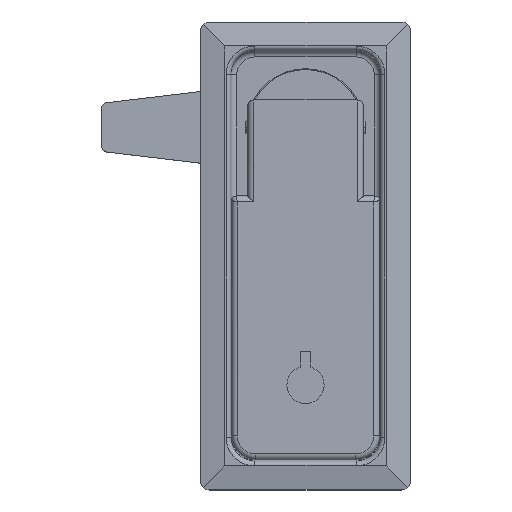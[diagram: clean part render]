
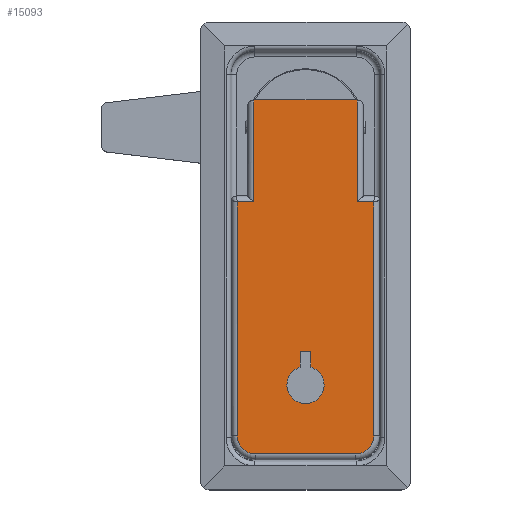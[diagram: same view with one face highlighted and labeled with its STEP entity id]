
A CAD part, top view. The second image highlights one B-rep face of the part: STEP entity #15093.
In plain terms, the highlighted planar face has unit normal (0, 0, 1).
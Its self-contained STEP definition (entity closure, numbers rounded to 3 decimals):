
#475 = CARTESIAN_POINT ( 'NONE',  ( -8.65, 4.5, 7.15 ) ) ;
#595 = CARTESIAN_POINT ( 'NONE',  ( 8.35, -51.5, 7.15 ) ) ;
#814 = CARTESIAN_POINT ( 'NONE',  ( 3.1, -43., 7.15 ) ) ;
#821 = VERTEX_POINT ( 'NONE', #11774 ) ;
#867 = CIRCLE ( 'NONE', #7107, 3. ) ;
#1191 = VERTEX_POINT ( 'NONE', #8721 ) ;
#1362 = CARTESIAN_POINT ( 'NONE',  ( -3.1, -43., 7.15 ) ) ;
#1805 = DIRECTION ( 'NONE',  ( 0., 0., 1. ) ) ;
#1826 = DIRECTION ( 'NONE',  ( 0., 0., 1. ) ) ;
#1906 = CARTESIAN_POINT ( 'NONE',  ( 0., 0., 7.15 ) ) ;
#1943 = DIRECTION ( 'NONE',  ( 0., -1., 0. ) ) ;
#2053 = VERTEX_POINT ( 'NONE', #1362 ) ;
#2140 = VERTEX_POINT ( 'NONE', #12094 ) ;
#2329 = ORIENTED_EDGE ( 'NONE', *, *, #3611, .T. ) ;
#2379 = CARTESIAN_POINT ( 'NONE',  ( -0.9, -37.4, 7.15 ) ) ;
#2463 = EDGE_CURVE ( 'NONE', #12172, #821, #14834, .T. ) ;
#2511 = VECTOR ( 'NONE', #2851, 1000. ) ;
#2645 = ORIENTED_EDGE ( 'NONE', *, *, #13680, .F. ) ;
#2851 = DIRECTION ( 'NONE',  ( 0., 1., 0. ) ) ;
#3011 = FACE_BOUND ( 'NONE', #15329, .T. ) ;
#3151 = VERTEX_POINT ( 'NONE', #13140 ) ;
#3209 = EDGE_CURVE ( 'NONE', #18252, #17500, #9703, .T. ) ;
#3611 = EDGE_CURVE ( 'NONE', #2140, #18252, #867, .T. ) ;
#3837 = CARTESIAN_POINT ( 'NONE',  ( 0., -43., 7.15 ) ) ;
#3930 = PLANE ( 'NONE',  #7623 ) ;
#3965 = CARTESIAN_POINT ( 'NONE',  ( -11.35, -51.5, 7.15 ) ) ;
#4184 = EDGE_CURVE ( 'NONE', #19668, #9106, #13941, .T. ) ;
#4329 = DIRECTION ( 'NONE',  ( 0., 1., 0. ) ) ;
#4861 = EDGE_CURVE ( 'NONE', #2053, #15041, #15602, .T. ) ;
#4891 = CARTESIAN_POINT ( 'NONE',  ( 0.9, -37.4, 7.15 ) ) ;
#4910 = VECTOR ( 'NONE', #10802, 1000. ) ;
#4915 = CARTESIAN_POINT ( 'NONE',  ( -8.35, -54.5, 7.15 ) ) ;
#5627 = DIRECTION ( 'NONE',  ( 1., 0., 0. ) ) ;
#5732 = VERTEX_POINT ( 'NONE', #14655 ) ;
#5771 = CARTESIAN_POINT ( 'NONE',  ( 8.35, -54.5, 7.15 ) ) ;
#5966 = VECTOR ( 'NONE', #9920, 1000. ) ;
#5995 = LINE ( 'NONE', #3965, #16287 ) ;
#6090 = FACE_OUTER_BOUND ( 'NONE', #6955, .T. ) ;
#6366 = DIRECTION ( 'NONE',  ( 0., -1., 0. ) ) ;
#6381 = CARTESIAN_POINT ( 'NONE',  ( 11.35, -12., 7.15 ) ) ;
#6431 = EDGE_CURVE ( 'NONE', #18893, #1191, #16496, .T. ) ;
#6849 = VECTOR ( 'NONE', #5627, 1000. ) ;
#6874 = CIRCLE ( 'NONE', #18610, 3.1 ) ;
#6927 = LINE ( 'NONE', #4891, #2511 ) ;
#6944 = DIRECTION ( 'NONE',  ( -1., 0., 0. ) ) ;
#6955 = EDGE_LOOP ( 'NONE', ( #18640, #8501, #16255, #7392, #9234, #7781, #2329, #18782, #14571, #13796 ) ) ;
#7107 = AXIS2_PLACEMENT_3D ( 'NONE', #19107, #8963, #6944 ) ;
#7214 = EDGE_CURVE ( 'NONE', #3151, #2053, #6874, .T. ) ;
#7392 = ORIENTED_EDGE ( 'NONE', *, *, #18975, .T. ) ;
#7623 = AXIS2_PLACEMENT_3D ( 'NONE', #1906, #19660, #17640 ) ;
#7654 = CARTESIAN_POINT ( 'NONE',  ( 8.35, -54.5, 7.15 ) ) ;
#7667 = CARTESIAN_POINT ( 'NONE',  ( 0.9, -40.034, 7.15 ) ) ;
#7781 = ORIENTED_EDGE ( 'NONE', *, *, #14034, .T. ) ;
#7994 = CARTESIAN_POINT ( 'NONE',  ( -11.35, -12.5, 7.15 ) ) ;
#8369 = ORIENTED_EDGE ( 'NONE', *, *, #16276, .F. ) ;
#8406 = CARTESIAN_POINT ( 'NONE',  ( -8.65, 0., 7.15 ) ) ;
#8448 = VERTEX_POINT ( 'NONE', #2379 ) ;
#8501 = ORIENTED_EDGE ( 'NONE', *, *, #2463, .T. ) ;
#8721 = CARTESIAN_POINT ( 'NONE',  ( 11.35, -12.5, 7.15 ) ) ;
#8879 = VECTOR ( 'NONE', #15094, 1000. ) ;
#8885 = VECTOR ( 'NONE', #12568, 1000. ) ;
#8963 = DIRECTION ( 'NONE',  ( 0., 0., 1. ) ) ;
#9106 = VERTEX_POINT ( 'NONE', #7994 ) ;
#9234 = ORIENTED_EDGE ( 'NONE', *, *, #4184, .T. ) ;
#9703 = LINE ( 'NONE', #7654, #6849 ) ;
#9920 = DIRECTION ( 'NONE',  ( -1., 0., 0. ) ) ;
#9945 = DIRECTION ( 'NONE',  ( 1., 0., 0. ) ) ;
#9960 = CARTESIAN_POINT ( 'NONE',  ( 0., -43., 7.15 ) ) ;
#10372 = DIRECTION ( 'NONE',  ( -1., 0., 0. ) ) ;
#10418 = LINE ( 'NONE', #8406, #11278 ) ;
#10444 = EDGE_CURVE ( 'NONE', #1191, #12172, #19426, .T. ) ;
#10799 = CARTESIAN_POINT ( 'NONE',  ( 8.65, -12.5, 7.15 ) ) ;
#10802 = DIRECTION ( 'NONE',  ( 0., 1., 0. ) ) ;
#10829 = EDGE_CURVE ( 'NONE', #821, #14119, #19171, .T. ) ;
#11033 = LINE ( 'NONE', #14593, #8885 ) ;
#11278 = VECTOR ( 'NONE', #6366, 1000. ) ;
#11469 = CARTESIAN_POINT ( 'NONE',  ( -8.65, -12.5, 7.15 ) ) ;
#11774 = CARTESIAN_POINT ( 'NONE',  ( 8.65, 4.5, 7.15 ) ) ;
#11908 = CARTESIAN_POINT ( 'NONE',  ( 0., -12.5, 7.15 ) ) ;
#11935 = DIRECTION ( 'NONE',  ( 0., 0., 1. ) ) ;
#11956 = VERTEX_POINT ( 'NONE', #7667 ) ;
#12048 = CIRCLE ( 'NONE', #18427, 3.1 ) ;
#12094 = CARTESIAN_POINT ( 'NONE',  ( -11.35, -51.5, 7.15 ) ) ;
#12095 = ORIENTED_EDGE ( 'NONE', *, *, #15040, .F. ) ;
#12172 = VERTEX_POINT ( 'NONE', #10799 ) ;
#12271 = ORIENTED_EDGE ( 'NONE', *, *, #18212, .F. ) ;
#12329 = AXIS2_PLACEMENT_3D ( 'NONE', #595, #18378, #16351 ) ;
#12381 = CARTESIAN_POINT ( 'NONE',  ( -0.9, -37.4, 7.15 ) ) ;
#12568 = DIRECTION ( 'NONE',  ( 0., -1., 0. ) ) ;
#12819 = CARTESIAN_POINT ( 'NONE',  ( 8.65, 0., 7.15 ) ) ;
#12938 = CIRCLE ( 'NONE', #12329, 3. ) ;
#13140 = CARTESIAN_POINT ( 'NONE',  ( -0.9, -40.034, 7.15 ) ) ;
#13282 = VECTOR ( 'NONE', #10372, 1000. ) ;
#13584 = ORIENTED_EDGE ( 'NONE', *, *, #4861, .F. ) ;
#13680 = EDGE_CURVE ( 'NONE', #8448, #3151, #11033, .T. ) ;
#13796 = ORIENTED_EDGE ( 'NONE', *, *, #6431, .T. ) ;
#13941 = LINE ( 'NONE', #11908, #5966 ) ;
#14034 = EDGE_CURVE ( 'NONE', #9106, #2140, #5995, .T. ) ;
#14119 = VERTEX_POINT ( 'NONE', #475 ) ;
#14240 = EDGE_CURVE ( 'NONE', #17500, #18893, #12938, .T. ) ;
#14421 = LINE ( 'NONE', #12381, #13282 ) ;
#14571 = ORIENTED_EDGE ( 'NONE', *, *, #14240, .T. ) ;
#14593 = CARTESIAN_POINT ( 'NONE',  ( -0.9, -37.4, 7.15 ) ) ;
#14655 = CARTESIAN_POINT ( 'NONE',  ( 0.9, -37.4, 7.15 ) ) ;
#14834 = LINE ( 'NONE', #12819, #4910 ) ;
#15040 = EDGE_CURVE ( 'NONE', #11956, #5732, #6927, .T. ) ;
#15041 = VERTEX_POINT ( 'NONE', #814 ) ;
#15093 = ADVANCED_FACE ( 'NONE', ( #3011, #6090 ), #3930, .F. ) ;
#15094 = DIRECTION ( 'NONE',  ( -1., 0., 0. ) ) ;
#15329 = EDGE_LOOP ( 'NONE', ( #18373, #2645, #8369, #12095, #12271, #13584 ) ) ;
#15361 = DIRECTION ( 'NONE',  ( -1., 0., 0. ) ) ;
#15602 = CIRCLE ( 'NONE', #17598, 3.1 ) ;
#15621 = VECTOR ( 'NONE', #15361, 1000. ) ;
#15786 = VECTOR ( 'NONE', #4329, 1000. ) ;
#16009 = CARTESIAN_POINT ( 'NONE',  ( 0., -43., 7.15 ) ) ;
#16255 = ORIENTED_EDGE ( 'NONE', *, *, #10829, .T. ) ;
#16276 = EDGE_CURVE ( 'NONE', #5732, #8448, #14421, .T. ) ;
#16287 = VECTOR ( 'NONE', #1943, 1000. ) ;
#16351 = DIRECTION ( 'NONE',  ( -1., 0., 0. ) ) ;
#16496 = LINE ( 'NONE', #6381, #15786 ) ;
#17130 = CARTESIAN_POINT ( 'NONE',  ( -12.35, 4.5, 7.15 ) ) ;
#17397 = CARTESIAN_POINT ( 'NONE',  ( 0., -12.5, 7.15 ) ) ;
#17500 = VERTEX_POINT ( 'NONE', #5771 ) ;
#17598 = AXIS2_PLACEMENT_3D ( 'NONE', #3837, #1805, #19567 ) ;
#17640 = DIRECTION ( 'NONE',  ( -1., 0., 0. ) ) ;
#18212 = EDGE_CURVE ( 'NONE', #15041, #11956, #12048, .T. ) ;
#18252 = VERTEX_POINT ( 'NONE', #4915 ) ;
#18373 = ORIENTED_EDGE ( 'NONE', *, *, #7214, .F. ) ;
#18378 = DIRECTION ( 'NONE',  ( 0., 0., 1. ) ) ;
#18427 = AXIS2_PLACEMENT_3D ( 'NONE', #16009, #11935, #9945 ) ;
#18610 = AXIS2_PLACEMENT_3D ( 'NONE', #9960, #1826, #19590 ) ;
#18640 = ORIENTED_EDGE ( 'NONE', *, *, #10444, .T. ) ;
#18782 = ORIENTED_EDGE ( 'NONE', *, *, #3209, .T. ) ;
#18893 = VERTEX_POINT ( 'NONE', #19468 ) ;
#18975 = EDGE_CURVE ( 'NONE', #14119, #19668, #10418, .T. ) ;
#19107 = CARTESIAN_POINT ( 'NONE',  ( -8.35, -51.5, 7.15 ) ) ;
#19171 = LINE ( 'NONE', #17130, #8879 ) ;
#19426 = LINE ( 'NONE', #17397, #15621 ) ;
#19468 = CARTESIAN_POINT ( 'NONE',  ( 11.35, -51.5, 7.15 ) ) ;
#19567 = DIRECTION ( 'NONE',  ( 1., 0., 0. ) ) ;
#19590 = DIRECTION ( 'NONE',  ( 1., 0., 0. ) ) ;
#19660 = DIRECTION ( 'NONE',  ( 0., 0., -1. ) ) ;
#19668 = VERTEX_POINT ( 'NONE', #11469 ) ;
